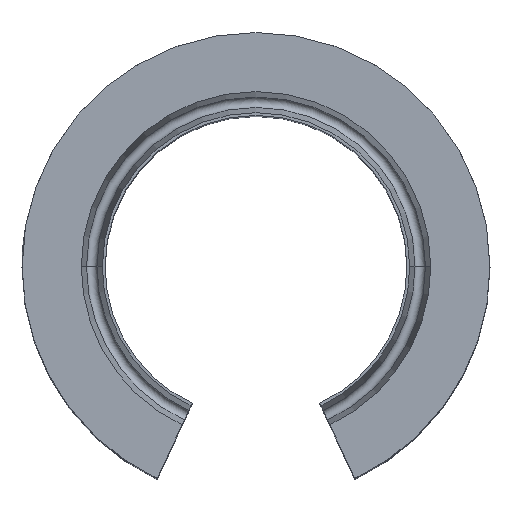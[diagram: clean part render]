
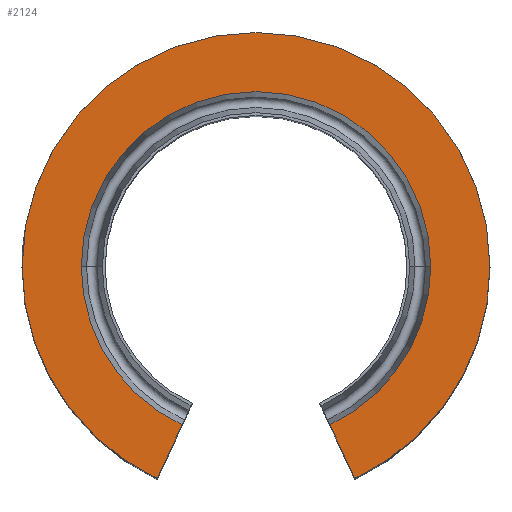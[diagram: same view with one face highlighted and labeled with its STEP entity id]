
A CAD part, top view. The second image highlights one B-rep face of the part: STEP entity #2124.
In plain terms, the highlighted planar face has unit normal (0, 0, 1).
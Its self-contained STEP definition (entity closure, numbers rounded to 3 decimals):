
#12 = AXIS2_PLACEMENT_3D ( 'NONE', #1656, #1666, #1667 ) ;
#25 = AXIS2_PLACEMENT_3D ( 'NONE', #1710, #1729, #1730 ) ;
#29 = AXIS2_PLACEMENT_3D ( 'NONE', #1728, #1735, #1736 ) ;
#220 = AXIS2_PLACEMENT_3D ( 'NONE', #2584, #2604, #2605 ) ;
#248 = VERTEX_POINT ( 'NONE', #359 ) ;
#253 = VERTEX_POINT ( 'NONE', #364 ) ;
#256 = VERTEX_POINT ( 'NONE', #367 ) ;
#274 = VERTEX_POINT ( 'NONE', #385 ) ;
#282 = VERTEX_POINT ( 'NONE', #393 ) ;
#300 = VERTEX_POINT ( 'NONE', #411 ) ;
#317 = VERTEX_POINT ( 'NONE', #428 ) ;
#323 = VERTEX_POINT ( 'NONE', #434 ) ;
#359 = CARTESIAN_POINT ( 'NONE',  ( 23.156, 0., 0. ) ) ;
#364 = CARTESIAN_POINT ( 'NONE',  ( 30.992, 0., 0. ) ) ;
#367 = CARTESIAN_POINT ( 'NONE',  ( -30.992, 0., 0. ) ) ;
#385 = CARTESIAN_POINT ( 'NONE',  ( 13.098, -28.088, 0. ) ) ;
#393 = CARTESIAN_POINT ( 'NONE',  ( -9.786, -20.986, 0. ) ) ;
#411 = CARTESIAN_POINT ( 'NONE',  ( 9.786, -20.986, 0. ) ) ;
#428 = CARTESIAN_POINT ( 'NONE',  ( -13.098, -28.088, 0. ) ) ;
#434 = CARTESIAN_POINT ( 'NONE',  ( -23.156, 0., 0. ) ) ;
#478 = CARTESIAN_POINT ( 'NONE',  ( 0., 0., 0. ) ) ;
#479 = DIRECTION ( 'NONE',  ( 0., 0., 1. ) ) ;
#480 = DIRECTION ( 'NONE',  ( 1., 0., 0. ) ) ;
#481 = CARTESIAN_POINT ( 'NONE',  ( 0., 0., 0. ) ) ;
#482 = DIRECTION ( 'NONE',  ( 0., 0., 1. ) ) ;
#483 = DIRECTION ( 'NONE',  ( 1., 0., 0. ) ) ;
#673 = EDGE_LOOP ( 'NONE', ( #901, #902, #903, #904, #905, #906, #907, #908 ) ) ;
#901 = ORIENTED_EDGE ( 'NONE', *, *, #1201, .F. ) ;
#902 = ORIENTED_EDGE ( 'NONE', *, *, #1309, .F. ) ;
#903 = ORIENTED_EDGE ( 'NONE', *, *, #1311, .T. ) ;
#904 = ORIENTED_EDGE ( 'NONE', *, *, #1356, .T. ) ;
#905 = ORIENTED_EDGE ( 'NONE', *, *, #1200, .T. ) ;
#906 = ORIENTED_EDGE ( 'NONE', *, *, #1273, .F. ) ;
#907 = ORIENTED_EDGE ( 'NONE', *, *, #1335, .F. ) ;
#908 = ORIENTED_EDGE ( 'NONE', *, *, #1354, .F. ) ;
#956 = CIRCLE ( 'NONE', #1193, 30.992 ) ;
#957 = CIRCLE ( 'NONE', #1377, 23.156 ) ;
#1064 = LINE ( 'NONE', #1485, #1065 ) ;
#1065 = VECTOR ( 'NONE', #1486, 1000. ) ;
#1119 = LINE ( 'NONE', #1594, #1120 ) ;
#1120 = VECTOR ( 'NONE', #1595, 1000. ) ;
#1124 = CIRCLE ( 'NONE', #1426, 30.992 ) ;
#1158 = CIRCLE ( 'NONE', #12, 23.156 ) ;
#1180 = CIRCLE ( 'NONE', #25, 23.156 ) ;
#1184 = CIRCLE ( 'NONE', #29, 30.992 ) ;
#1193 = AXIS2_PLACEMENT_3D ( 'NONE', #478, #479, #480 ) ;
#1200 = EDGE_CURVE ( 'NONE', #256, #317, #956, .T. ) ;
#1201 = EDGE_CURVE ( 'NONE', #300, #248, #957, .T. ) ;
#1273 = EDGE_CURVE ( 'NONE', #282, #317, #1064, .T. ) ;
#1309 = EDGE_CURVE ( 'NONE', #274, #300, #1119, .T. ) ;
#1311 = EDGE_CURVE ( 'NONE', #274, #253, #1124, .T. ) ;
#1335 = EDGE_CURVE ( 'NONE', #323, #282, #1158, .T. ) ;
#1354 = EDGE_CURVE ( 'NONE', #248, #323, #1180, .T. ) ;
#1356 = EDGE_CURVE ( 'NONE', #253, #256, #1184, .T. ) ;
#1377 = AXIS2_PLACEMENT_3D ( 'NONE', #481, #482, #483 ) ;
#1426 = AXIS2_PLACEMENT_3D ( 'NONE', #1596, #1599, #1600 ) ;
#1485 = CARTESIAN_POINT ( 'NONE',  ( 0., 0., 0. ) ) ;
#1486 = DIRECTION ( 'NONE',  ( -0.423, -0.906, 0. ) ) ;
#1594 = CARTESIAN_POINT ( 'NONE',  ( 0., 0., 0. ) ) ;
#1595 = DIRECTION ( 'NONE',  ( -0.423, 0.906, 0. ) ) ;
#1596 = CARTESIAN_POINT ( 'NONE',  ( 0., 0., 0. ) ) ;
#1599 = DIRECTION ( 'NONE',  ( 0., 0., 1. ) ) ;
#1600 = DIRECTION ( 'NONE',  ( 1., 0., 0. ) ) ;
#1656 = CARTESIAN_POINT ( 'NONE',  ( 0., 0., 0. ) ) ;
#1666 = DIRECTION ( 'NONE',  ( 0., 0., 1. ) ) ;
#1667 = DIRECTION ( 'NONE',  ( 1., 0., 0. ) ) ;
#1710 = CARTESIAN_POINT ( 'NONE',  ( 0., 0., 0. ) ) ;
#1728 = CARTESIAN_POINT ( 'NONE',  ( 0., 0., 0. ) ) ;
#1729 = DIRECTION ( 'NONE',  ( 0., 0., 1. ) ) ;
#1730 = DIRECTION ( 'NONE',  ( 1., 0., 0. ) ) ;
#1735 = DIRECTION ( 'NONE',  ( 0., 0., 1. ) ) ;
#1736 = DIRECTION ( 'NONE',  ( 1., 0., 0. ) ) ;
#2124 = ADVANCED_FACE ( 'NONE', ( #2635 ), #2592, .F. ) ;
#2584 = CARTESIAN_POINT ( 'NONE',  ( 0., 20., 0. ) ) ;
#2592 = PLANE ( 'NONE',  #220 ) ;
#2604 = DIRECTION ( 'NONE',  ( 0., 0., -1. ) ) ;
#2605 = DIRECTION ( 'NONE',  ( -1., 0., 0. ) ) ;
#2635 = FACE_OUTER_BOUND ( 'NONE', #673, .T. ) ;
